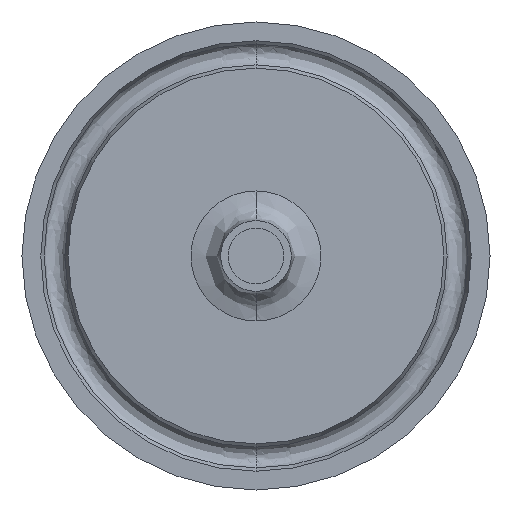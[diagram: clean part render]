
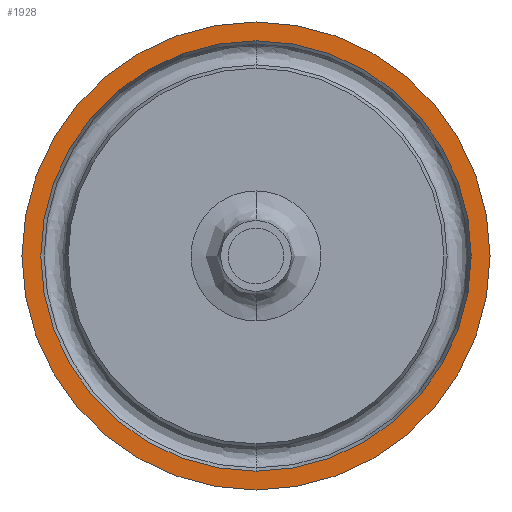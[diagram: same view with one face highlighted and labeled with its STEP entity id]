
A CAD part, front view. The second image highlights one B-rep face of the part: STEP entity #1928.
In plain terms, the highlighted planar face has unit normal (0, -1, 0).
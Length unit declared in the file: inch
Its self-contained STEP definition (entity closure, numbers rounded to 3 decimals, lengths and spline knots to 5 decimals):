
#45 = DIRECTION ( 'NONE',  ( 0., 0., -1. ) ) ;
#161 = ORIENTED_EDGE ( 'NONE', *, *, #1839, .F. ) ;
#221 = CARTESIAN_POINT ( 'NONE',  ( 0., -0.66929, 0. ) ) ;
#425 = CIRCLE ( 'NONE', #802, 0.99213 ) ;
#474 = CARTESIAN_POINT ( 'NONE',  ( 0., -0.66929, 0.99213 ) ) ;
#505 = DIRECTION ( 'NONE',  ( 0., -1., 0. ) ) ;
#640 = DIRECTION ( 'NONE',  ( 0., 1., 0. ) ) ;
#687 = VERTEX_POINT ( 'NONE', #474 ) ;
#718 = DIRECTION ( 'NONE',  ( 0., 1., 0. ) ) ;
#731 = CIRCLE ( 'NONE', #1077, 0.91235 ) ;
#739 = AXIS2_PLACEMENT_3D ( 'NONE', #1485, #872, #45 ) ;
#771 = ORIENTED_EDGE ( 'NONE', *, *, #2582, .T. ) ;
#802 = AXIS2_PLACEMENT_3D ( 'NONE', #1960, #2560, #1144 ) ;
#806 = VERTEX_POINT ( 'NONE', #1000 ) ;
#872 = DIRECTION ( 'NONE',  ( 0., 1., 0. ) ) ;
#898 = EDGE_LOOP ( 'NONE', ( #2397, #771 ) ) ;
#1000 = CARTESIAN_POINT ( 'NONE',  ( 0., -0.66929, -0.91235 ) ) ;
#1077 = AXIS2_PLACEMENT_3D ( 'NONE', #221, #640, #2085 ) ;
#1129 = EDGE_CURVE ( 'NONE', #806, #1854, #731, .T. ) ;
#1144 = DIRECTION ( 'NONE',  ( 0., 0., -1. ) ) ;
#1315 = AXIS2_PLACEMENT_3D ( 'NONE', #1728, #505, #2161 ) ;
#1334 = DIRECTION ( 'NONE',  ( 0., 0., -1. ) ) ;
#1424 = EDGE_LOOP ( 'NONE', ( #1434, #161 ) ) ;
#1434 = ORIENTED_EDGE ( 'NONE', *, *, #1936, .F. ) ;
#1485 = CARTESIAN_POINT ( 'NONE',  ( 0., -0.66929, 0. ) ) ;
#1664 = CARTESIAN_POINT ( 'NONE',  ( 0., -0.66929, -0.99213 ) ) ;
#1682 = CIRCLE ( 'NONE', #2296, 0.99213 ) ;
#1728 = CARTESIAN_POINT ( 'NONE',  ( 0., -0.66929, 0.49606 ) ) ;
#1735 = CARTESIAN_POINT ( 'NONE',  ( 0., -0.66929, 0.91235 ) ) ;
#1768 = FACE_BOUND ( 'NONE', #898, .T. ) ;
#1810 = CIRCLE ( 'NONE', #739, 0.91235 ) ;
#1839 = EDGE_CURVE ( 'NONE', #687, #2514, #425, .T. ) ;
#1854 = VERTEX_POINT ( 'NONE', #1735 ) ;
#1928 = ADVANCED_FACE ( 'NONE', ( #1768, #2648 ), #2169, .T. ) ;
#1936 = EDGE_CURVE ( 'NONE', #2514, #687, #1682, .T. ) ;
#1960 = CARTESIAN_POINT ( 'NONE',  ( 0., -0.66929, 0. ) ) ;
#2085 = DIRECTION ( 'NONE',  ( 0., 0., -1. ) ) ;
#2161 = DIRECTION ( 'NONE',  ( 0., 0., -1. ) ) ;
#2169 = PLANE ( 'NONE',  #1315 ) ;
#2296 = AXIS2_PLACEMENT_3D ( 'NONE', #2364, #718, #1334 ) ;
#2364 = CARTESIAN_POINT ( 'NONE',  ( 0., -0.66929, 0. ) ) ;
#2397 = ORIENTED_EDGE ( 'NONE', *, *, #1129, .T. ) ;
#2514 = VERTEX_POINT ( 'NONE', #1664 ) ;
#2560 = DIRECTION ( 'NONE',  ( 0., 1., 0. ) ) ;
#2582 = EDGE_CURVE ( 'NONE', #1854, #806, #1810, .T. ) ;
#2648 = FACE_OUTER_BOUND ( 'NONE', #1424, .T. ) ;
